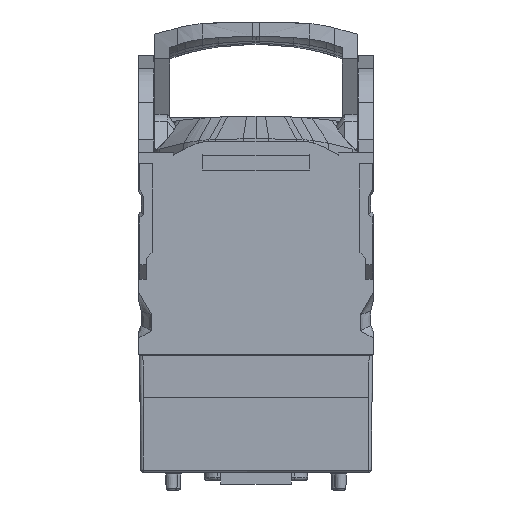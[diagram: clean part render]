
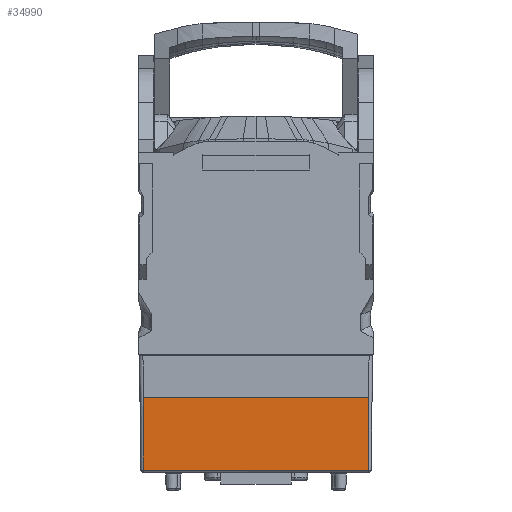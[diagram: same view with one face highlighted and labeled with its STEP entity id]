
A CAD part, left-side view. The second image highlights one B-rep face of the part: STEP entity #34990.
In plain terms, the highlighted free-form (B-spline) face has degree [5, 1] with [6, 2] control points.
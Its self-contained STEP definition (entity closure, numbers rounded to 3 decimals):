
#5420 = EDGE_CURVE ( 'NONE', #62949, #167749, #31393, .T. ) ;
#14464 = CARTESIAN_POINT ( 'NONE',  ( 97.976, 651.676, -119.304 ) ) ;
#18384 = LINE ( 'NONE', #14464, #101901 ) ;
#26616 = CARTESIAN_POINT ( 'NONE',  ( 97.976, 651.25, -150.215 ) ) ;
#30904 = CARTESIAN_POINT ( 'NONE',  ( 1.946, 651.345, -144.068 ) ) ;
#31393 = B_SPLINE_CURVE_WITH_KNOTS ( 'NONE', 5,
 ( #58629, #30904, #150736, #61545, #119031, #120974 ),
 .UNSPECIFIED., .F., .F.,
 ( 6, 6 ),
 ( 0., 43.718 ),
 .UNSPECIFIED. ) ;
#32235 = DIRECTION ( 'NONE',  ( -1., 0., 0. ) ) ;
#33592 = CARTESIAN_POINT ( 'NONE',  ( 97.976, 651.6, -125.554 ) ) ;
#34990 = ADVANCED_FACE ( 'NONE', ( #180087 ), #147252, .F. ) ;
#38570 = DIRECTION ( 'NONE',  ( -1., 0., 0. ) ) ;
#43179 = CARTESIAN_POINT ( 'NONE',  ( 97.976, 651.25, -150.215 ) ) ;
#48418 = EDGE_CURVE ( 'NONE', #55612, #62949, #145529, .T. ) ;
#50513 = CARTESIAN_POINT ( 'NONE',  ( 97.976, 651.25, -150.215 ) ) ;
#55357 = CARTESIAN_POINT ( 'NONE',  ( 97.976, 651.433, -138.019 ) ) ;
#55612 = VERTEX_POINT ( 'NONE', #43179 ) ;
#58629 = CARTESIAN_POINT ( 'NONE',  ( 1.946, 651.25, -150.215 ) ) ;
#59330 = CARTESIAN_POINT ( 'NONE',  ( 1.946, 651.433, -138.019 ) ) ;
#61545 = CARTESIAN_POINT ( 'NONE',  ( 1.946, 651.52, -131.702 ) ) ;
#62949 = VERTEX_POINT ( 'NONE', #117667 ) ;
#63950 = EDGE_LOOP ( 'NONE', ( #132173, #192963, #170844, #151569 ) ) ;
#75332 = EDGE_CURVE ( 'NONE', #163162, #167749, #18384, .T. ) ;
#83433 = CARTESIAN_POINT ( 'NONE',  ( 1.946, 651.25, -150.215 ) ) ;
#86052 = CARTESIAN_POINT ( 'NONE',  ( 97.976, 651.6, -125.554 ) ) ;
#89038 = CARTESIAN_POINT ( 'NONE',  ( 1.946, 651.343, -144.167 ) ) ;
#101901 = VECTOR ( 'NONE', #32235, 1000. ) ;
#104911 = CARTESIAN_POINT ( 'NONE',  ( 97.976, 651.519, -131.803 ) ) ;
#105664 = EDGE_CURVE ( 'NONE', #163162, #55612, #161564, .T. ) ;
#107874 = CARTESIAN_POINT ( 'NONE',  ( 1.946, 651.676, -119.304 ) ) ;
#109813 = CARTESIAN_POINT ( 'NONE',  ( 97.976, 651.676, -119.304 ) ) ;
#116756 = CARTESIAN_POINT ( 'NONE',  ( 97.976, 651.676, -119.304 ) ) ;
#117667 = CARTESIAN_POINT ( 'NONE',  ( 1.946, 651.25, -150.215 ) ) ;
#119031 = CARTESIAN_POINT ( 'NONE',  ( 1.946, 651.601, -125.503 ) ) ;
#120974 = CARTESIAN_POINT ( 'NONE',  ( 1.946, 651.676, -119.304 ) ) ;
#129962 = CARTESIAN_POINT ( 'NONE',  ( 97.976, 651.25, -150.215 ) ) ;
#132126 = CARTESIAN_POINT ( 'NONE',  ( 97.976, 651.676, -119.304 ) ) ;
#132173 = ORIENTED_EDGE ( 'NONE', *, *, #5420, .T. ) ;
#132333 = VECTOR ( 'NONE', #38570, 1000. ) ;
#134608 = CARTESIAN_POINT ( 'NONE',  ( 97.976, 651.433, -138.019 ) ) ;
#145529 = LINE ( 'NONE', #50513, #132333 ) ;
#146484 = CARTESIAN_POINT ( 'NONE',  ( 97.976, 651.343, -144.167 ) ) ;
#147252 = B_SPLINE_SURFACE_WITH_KNOTS ( 'NONE', 5, 1, ( 
 ( #129962, #83433 ),
 ( #176506, #89038 ),
 ( #134608, #59330 ),
 ( #104911, #150473 ),
 ( #33592, #151451 ),
 ( #109813, #107874 ) ),
 .UNSPECIFIED., .F., .F., .F.,
 ( 6, 6 ),
 ( 2, 2 ),
 ( 0., 30.914 ),
 ( 0., 1. ),
 .UNSPECIFIED. ) ;
#150473 = CARTESIAN_POINT ( 'NONE',  ( 1.946, 651.519, -131.803 ) ) ;
#150736 = CARTESIAN_POINT ( 'NONE',  ( 1.946, 651.435, -137.893 ) ) ;
#151451 = CARTESIAN_POINT ( 'NONE',  ( 1.946, 651.6, -125.554 ) ) ;
#151569 = ORIENTED_EDGE ( 'NONE', *, *, #48418, .T. ) ;
#161564 = B_SPLINE_CURVE_WITH_KNOTS ( 'NONE', 5,
 ( #116756, #86052, #162377, #55357, #146484, #26616 ),
 .UNSPECIFIED., .F., .F.,
 ( 6, 6 ),
 ( 0., 1. ),
 .UNSPECIFIED. ) ;
#162377 = CARTESIAN_POINT ( 'NONE',  ( 97.976, 651.519, -131.803 ) ) ;
#163162 = VERTEX_POINT ( 'NONE', #132126 ) ;
#165109 = CARTESIAN_POINT ( 'NONE',  ( 1.946, 651.676, -119.304 ) ) ;
#167749 = VERTEX_POINT ( 'NONE', #165109 ) ;
#170844 = ORIENTED_EDGE ( 'NONE', *, *, #105664, .T. ) ;
#176506 = CARTESIAN_POINT ( 'NONE',  ( 97.976, 651.343, -144.167 ) ) ;
#180087 = FACE_OUTER_BOUND ( 'NONE', #63950, .T. ) ;
#192963 = ORIENTED_EDGE ( 'NONE', *, *, #75332, .F. ) ;
